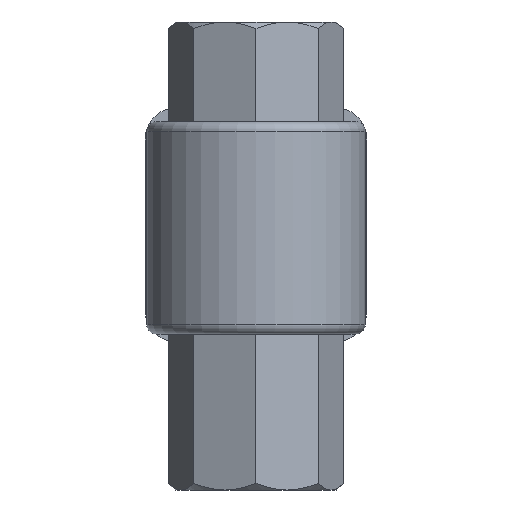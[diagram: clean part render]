
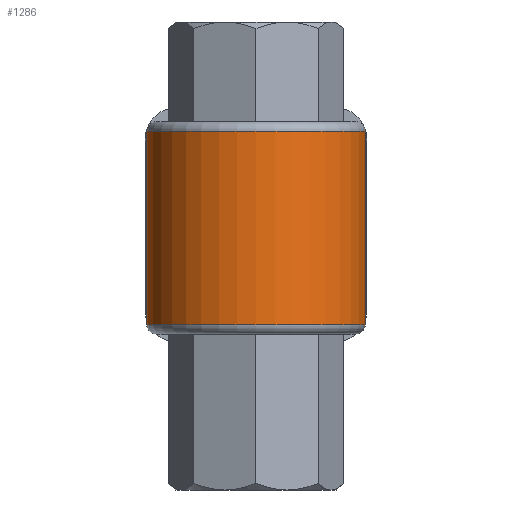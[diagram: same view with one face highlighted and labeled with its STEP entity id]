
A CAD part, front view. The second image highlights one B-rep face of the part: STEP entity #1286.
In plain terms, the highlighted cylindrical face has radius 17.5 mm (diameter 35 mm), a full revolution.
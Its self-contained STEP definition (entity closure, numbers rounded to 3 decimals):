
#71=CIRCLE('',#1402,17.5);
#72=CIRCLE('',#1403,17.5);
#134=CYLINDRICAL_SURFACE('',#1401,17.5);
#327=ORIENTED_EDGE('',*,*,#669,.F.);
#328=ORIENTED_EDGE('',*,*,#670,.F.);
#329=ORIENTED_EDGE('',*,*,#671,.T.);
#669=EDGE_CURVE('',#834,#834,#71,.T.);
#670=EDGE_CURVE('',#835,#835,#943,.T.);
#671=EDGE_CURVE('',#836,#836,#72,.T.);
#834=VERTEX_POINT('',#2034);
#835=VERTEX_POINT('',#2061);
#836=VERTEX_POINT('',#2063);
#943=B_SPLINE_CURVE_WITH_KNOTS('',3,(#2035,#2036,#2037,#2038,#2039,#2040,
#2041,#2042,#2043,#2044,#2045,#2046,#2047,#2048,#2049,#2050,#2051,#2052,
#2053,#2054,#2055,#2056,#2057,#2058,#2059,#2060),.UNSPECIFIED.,.T.,.F.,
(1,1,1,1,1,1,1,1,1,1,1,1,1,1,1,1,1,1,1,1,1,1,1,1,1,1,1,1,1,1),(-0.007,
-0.004,-0.002,0.,0.002,0.004,
0.009,0.011,0.013,0.015,
0.018,0.022,0.027,0.031,
0.033,0.035,0.04,0.044,
0.049,0.051,0.053,0.057,
0.062,0.064,0.066,0.069,
0.071,0.073,0.075,0.08),
 .UNSPECIFIED.);
#986=EDGE_LOOP('',(#327));
#987=EDGE_LOOP('',(#328));
#988=EDGE_LOOP('',(#329));
#1120=FACE_BOUND('',#986,.T.);
#1121=FACE_BOUND('',#987,.T.);
#1122=FACE_BOUND('',#988,.T.);
#1286=ADVANCED_FACE('',(#1120,#1121,#1122),#134,.T.);
#1401=AXIS2_PLACEMENT_3D('',#2032,#1602,#1603);
#1402=AXIS2_PLACEMENT_3D('',#2033,#1604,#1605);
#1403=AXIS2_PLACEMENT_3D('',#2062,#1606,#1607);
#1602=DIRECTION('',(0.,0.,-1.));
#1603=DIRECTION('',(-1.,0.,0.));
#1604=DIRECTION('',(0.,0.,-1.));
#1605=DIRECTION('',(-1.,0.,0.));
#1606=DIRECTION('',(0.,0.,-1.));
#1607=DIRECTION('',(-1.,0.,0.));
#2032=CARTESIAN_POINT('',(0.,0.,-17.5));
#2033=CARTESIAN_POINT('',(0.,0.,-16.));
#2034=CARTESIAN_POINT('',(-17.5,0.,-16.));
#2035=CARTESIAN_POINT('',(2.258,17.4,-10.842));
#2036=CARTESIAN_POINT('',(-0.011,17.549,-11.077));
#2037=CARTESIAN_POINT('',(-2.213,17.405,-10.85));
#2038=CARTESIAN_POINT('',(-5.03,16.864,-9.972));
#2039=CARTESIAN_POINT('',(-7.388,15.93,-8.359));
#2040=CARTESIAN_POINT('',(-9.178,14.922,-6.184));
#2041=CARTESIAN_POINT('',(-10.183,14.245,-4.34));
#2042=CARTESIAN_POINT('',(-10.844,13.74,-2.249));
#2043=CARTESIAN_POINT('',(-11.155,13.481,0.72));
#2044=CARTESIAN_POINT('',(-10.39,14.129,4.399));
#2045=CARTESIAN_POINT('',(-8.005,15.685,7.927));
#2046=CARTESIAN_POINT('',(-5.05,16.856,9.958));
#2047=CARTESIAN_POINT('',(-2.269,17.398,10.839));
#2048=CARTESIAN_POINT('',(0.703,17.6,11.156));
#2049=CARTESIAN_POINT('',(4.4,17.112,10.397));
#2050=CARTESIAN_POINT('',(7.969,15.701,7.964));
#2051=CARTESIAN_POINT('',(9.963,14.413,5.034));
#2052=CARTESIAN_POINT('',(10.841,13.741,2.26));
#2053=CARTESIAN_POINT('',(11.155,13.481,-0.722));
#2054=CARTESIAN_POINT('',(10.394,14.129,-4.398));
#2055=CARTESIAN_POINT('',(8.382,15.435,-7.357));
#2056=CARTESIAN_POINT('',(6.233,16.389,-9.148));
#2057=CARTESIAN_POINT('',(4.324,16.999,-10.191));
#2058=CARTESIAN_POINT('',(2.258,17.4,-10.842));
#2059=CARTESIAN_POINT('',(-0.011,17.549,-11.077));
#2060=CARTESIAN_POINT('',(-2.213,17.405,-10.85));
#2061=CARTESIAN_POINT('',(0.,17.5,-11.));
#2062=CARTESIAN_POINT('',(0.,0.,15.));
#2063=CARTESIAN_POINT('',(-17.5,0.,15.));
